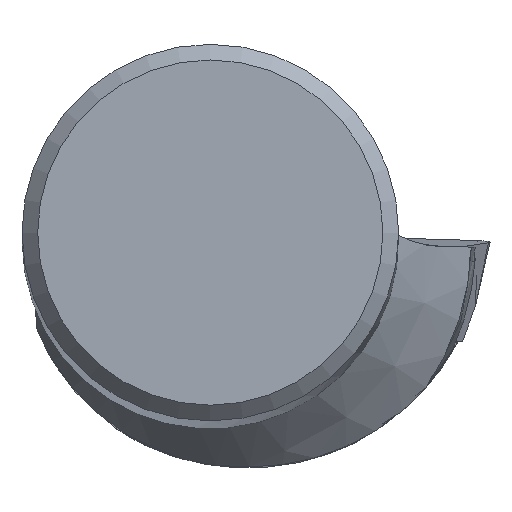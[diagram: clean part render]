
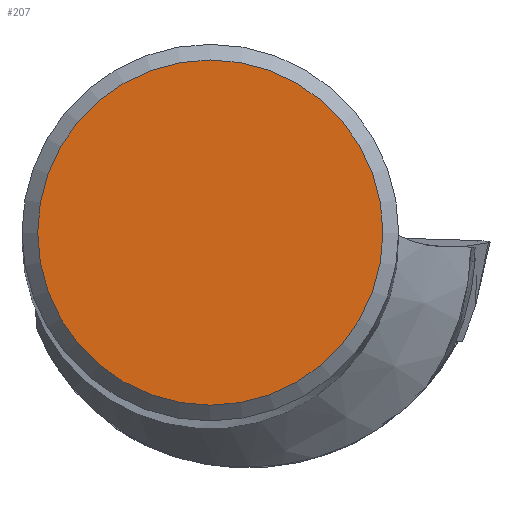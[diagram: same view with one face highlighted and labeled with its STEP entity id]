
A CAD part, top view. The second image highlights one B-rep face of the part: STEP entity #207.
In plain terms, the highlighted planar face has unit normal (0, 0, 1).
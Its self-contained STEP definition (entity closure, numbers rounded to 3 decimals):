
#163=FACE_OUTER_BOUND('',#431,.T.);
#207=ADVANCED_FACE('',(#163),#239,.T.);
#239=PLANE('',#1028);
#431=EDGE_LOOP('',(#563));
#563=ORIENTED_EDGE('',*,*,#838,.F.);
#742=VERTEX_POINT('',#1572);
#838=EDGE_CURVE('',#742,#742,#907,.T.);
#907=CIRCLE('',#1027,5.493);
#1027=AXIS2_PLACEMENT_3D('',#1571,#1191,#1192);
#1028=AXIS2_PLACEMENT_3D('',#1573,#1193,#1194);
#1191=DIRECTION('',(0.,0.,-1.));
#1192=DIRECTION('',(-1.,0.,0.));
#1193=DIRECTION('',(0.,0.,1.));
#1194=DIRECTION('',(-1.,0.,0.));
#1571=CARTESIAN_POINT('',(0.,0.,0.));
#1572=CARTESIAN_POINT('',(-5.493,0.,0.));
#1573=CARTESIAN_POINT('',(0.,0.,0.));
